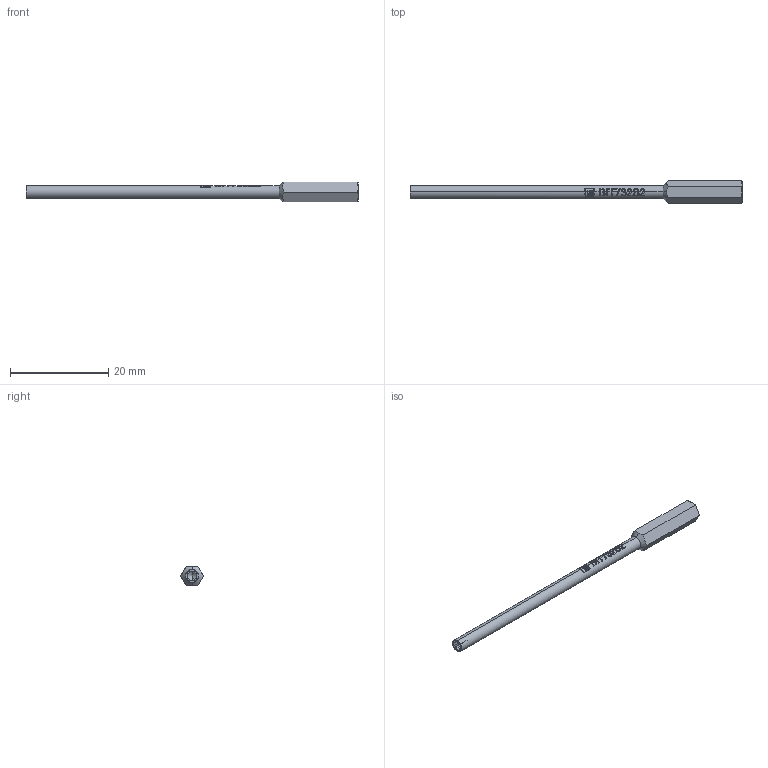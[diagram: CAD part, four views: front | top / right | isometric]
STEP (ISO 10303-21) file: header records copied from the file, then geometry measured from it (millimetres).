
FILE_DESCRIPTION (( 'STEP AP214' ), '1' );
FILE_NAME ('MOD-1015304-BIT732S2.STEP', '2023-01-23T11:13:55', ( '' ), ( '' ), 'SwSTEP 2.0', 'SolidWorks 2020', '' );
FILE_SCHEMA (( 'AUTOMOTIVE_DESIGN' ));
Length unit declared in the file: millimetre
Products named in the file (1): MOD-1015304-BIT732S2
Bounding box: 67.5 x 4.62 x 4 mm (x, y, z)
Volume: 444.2 mm3; surface area: 766.3 mm2
Topology: 1 solids, 1 shells, 193 faces, 558 edges, 369 vertices
Faces by surface type: plane 86, bspline 64, cylinder 31, cone 12
Entity records: 11807 total; most frequent: CARTESIAN_POINT 7302, ORIENTED_EDGE 1112, DIRECTION 663, EDGE_CURVE 556, VERTEX_POINT 369, B_SPLINE_CURVE_WITH_KNOTS 255, AXIS2_PLACEMENT_3D 232, VECTOR 199
